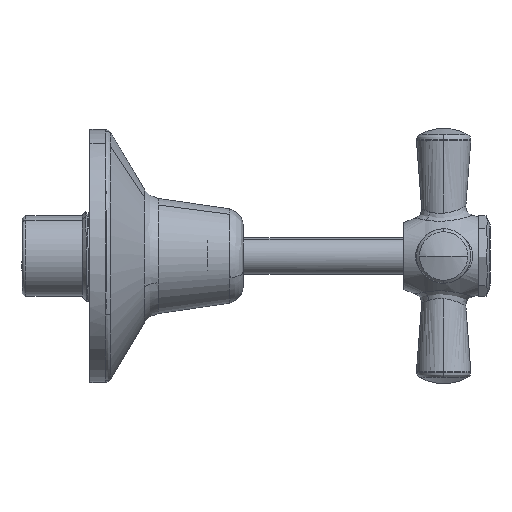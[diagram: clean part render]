
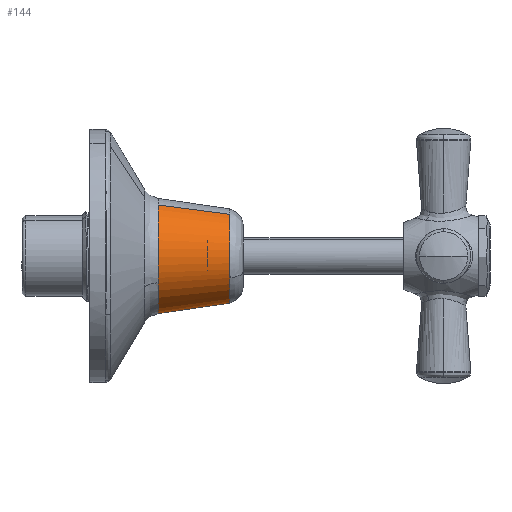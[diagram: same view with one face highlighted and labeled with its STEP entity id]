
A CAD part, left-side view. The second image highlights one B-rep face of the part: STEP entity #144.
In plain terms, the highlighted free-form (B-spline) face has degree [2, 1] with [9, 2] control points.
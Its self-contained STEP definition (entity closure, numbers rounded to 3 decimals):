
#144=ADVANCED_FACE('',(#476),#5461,.T.);
#476=FACE_OUTER_BOUND('',#810,.T.);
#810=EDGE_LOOP('',(#1324,#1325,#1326,#1327,#1328,#1329));
#1324=ORIENTED_EDGE('',*,*,#3012,.F.);
#1325=ORIENTED_EDGE('',*,*,#3040,.F.);
#1326=ORIENTED_EDGE('',*,*,#2906,.F.);
#1327=ORIENTED_EDGE('',*,*,#3014,.F.);
#1328=ORIENTED_EDGE('',*,*,#3038,.T.);
#1329=ORIENTED_EDGE('',*,*,#2907,.T.);
#2906=EDGE_CURVE('',#4692,#4688,#4217,.T.);
#2907=EDGE_CURVE('',#4693,#4694,#4218,.T.);
#3012=EDGE_CURVE('',#4773,#4694,#3844,.T.);
#3014=EDGE_CURVE('',#4774,#4692,#3845,.T.);
#3038=EDGE_CURVE('',#4774,#4693,#4285,.T.);
#3040=EDGE_CURVE('',#4688,#4773,#4287,.T.);
#3844=B_SPLINE_CURVE_WITH_KNOTS('',1,(#10470,#10471),.UNSPECIFIED.,.F.,
 .F.,(2,2),(0.,18.419),.UNSPECIFIED.);
#3845=B_SPLINE_CURVE_WITH_KNOTS('',1,(#10475,#10476),.UNSPECIFIED.,.F.,
 .F.,(2,2),(0.,18.419),.UNSPECIFIED.);
#4217=(
BOUNDED_CURVE()
B_SPLINE_CURVE(2,(#8949,#8950,#8951),.UNSPECIFIED.,.F.,.F.)
B_SPLINE_CURVE_WITH_KNOTS((3,3),(-0.5,0.),.UNSPECIFIED.)
CURVE()
GEOMETRIC_REPRESENTATION_ITEM()
RATIONAL_B_SPLINE_CURVE((1.,0.707,1.))
REPRESENTATION_ITEM('')
);
#4218=(
BOUNDED_CURVE()
B_SPLINE_CURVE(2,(#8952,#8953,#8954),.UNSPECIFIED.,.F.,.F.)
B_SPLINE_CURVE_WITH_KNOTS((3,3),(-23.023,0.),.UNSPECIFIED.)
CURVE()
GEOMETRIC_REPRESENTATION_ITEM()
RATIONAL_B_SPLINE_CURVE((1.,0.707,1.))
REPRESENTATION_ITEM('')
);
#4285=(
BOUNDED_CURVE()
B_SPLINE_CURVE(2,(#10552,#10553,#10554),.UNSPECIFIED.,.F.,.F.)
B_SPLINE_CURVE_WITH_KNOTS((3,3),(-23.023,0.),.UNSPECIFIED.)
CURVE()
GEOMETRIC_REPRESENTATION_ITEM()
RATIONAL_B_SPLINE_CURVE((1.,0.707,1.))
REPRESENTATION_ITEM('')
);
#4287=(
BOUNDED_CURVE()
B_SPLINE_CURVE(2,(#10560,#10561,#10562),.UNSPECIFIED.,.F.,.F.)
B_SPLINE_CURVE_WITH_KNOTS((3,3),(-1.,-0.5),.UNSPECIFIED.)
CURVE()
GEOMETRIC_REPRESENTATION_ITEM()
RATIONAL_B_SPLINE_CURVE((1.,0.707,1.))
REPRESENTATION_ITEM('')
);
#4688=VERTEX_POINT('',#8808);
#4692=VERTEX_POINT('',#8812);
#4693=VERTEX_POINT('',#8813);
#4694=VERTEX_POINT('',#8814);
#4773=VERTEX_POINT('',#8893);
#4774=VERTEX_POINT('',#8894);
#5461=(
BOUNDED_SURFACE()
B_SPLINE_SURFACE(2,1,((#6460,#6461),(#6462,#6463),(#6464,#6465),(#6466,
#6467),(#6468,#6469),(#6470,#6471),(#6472,#6473),(#6474,#6475),(#6476,#6477)),
 .UNSPECIFIED.,.T.,.F.,.F.)
B_SPLINE_SURFACE_WITH_KNOTS((3,2,2,2,3),(2,2),(0.,1.571,3.142,
4.712,6.283),(0.,111.725),.UNSPECIFIED.)
GEOMETRIC_REPRESENTATION_ITEM()
RATIONAL_B_SPLINE_SURFACE(((1.,1.),(0.707,0.707),
(1.,1.),(0.707,0.707),(1.,1.),(0.707,
0.707),(1.,1.),(0.707,0.707),(1.,1.)))
REPRESENTATION_ITEM('')
SURFACE()
);
#6460=CARTESIAN_POINT('',(0.,117.857,0.));
#6461=CARTESIAN_POINT('',(16.123,7.302,0.));
#6462=CARTESIAN_POINT('',(0.,117.857,0.));
#6463=CARTESIAN_POINT('',(16.123,7.302,16.123));
#6464=CARTESIAN_POINT('',(0.,117.857,0.));
#6465=CARTESIAN_POINT('',(0.,7.302,16.123));
#6466=CARTESIAN_POINT('',(0.,117.857,0.));
#6467=CARTESIAN_POINT('',(-16.123,7.302,16.123));
#6468=CARTESIAN_POINT('',(0.,117.857,0.));
#6469=CARTESIAN_POINT('',(-16.123,7.302,0.));
#6470=CARTESIAN_POINT('',(0.,117.857,0.));
#6471=CARTESIAN_POINT('',(-16.123,7.302,-16.123));
#6472=CARTESIAN_POINT('',(0.,117.857,0.));
#6473=CARTESIAN_POINT('',(0.,7.302,-16.123));
#6474=CARTESIAN_POINT('',(0.,117.857,0.));
#6475=CARTESIAN_POINT('',(16.123,7.302,-16.123));
#6476=CARTESIAN_POINT('',(0.,117.857,0.));
#6477=CARTESIAN_POINT('',(16.123,7.302,0.));
#8808=CARTESIAN_POINT('',(-11.999,35.579,0.));
#8812=CARTESIAN_POINT('',(0.,35.579,-11.999));
#8813=CARTESIAN_POINT('',(-14.657,17.353,0.));
#8814=CARTESIAN_POINT('',(0.,17.353,14.657));
#8893=CARTESIAN_POINT('',(0.,35.579,11.999));
#8894=CARTESIAN_POINT('',(0.,17.353,-14.657));
#8949=CARTESIAN_POINT('',(0.,35.579,-11.999));
#8950=CARTESIAN_POINT('',(-11.999,35.579,-11.999));
#8951=CARTESIAN_POINT('',(-11.999,35.579,0.));
#8952=CARTESIAN_POINT('',(-14.657,17.353,0.));
#8953=CARTESIAN_POINT('',(-14.657,17.353,14.657));
#8954=CARTESIAN_POINT('',(0.,17.353,14.657));
#10470=CARTESIAN_POINT('',(0.,35.579,11.999));
#10471=CARTESIAN_POINT('',(0.,17.353,14.657));
#10475=CARTESIAN_POINT('',(0.,17.353,-14.657));
#10476=CARTESIAN_POINT('',(0.,35.579,-11.999));
#10552=CARTESIAN_POINT('',(0.,17.353,-14.657));
#10553=CARTESIAN_POINT('',(-14.657,17.353,-14.657));
#10554=CARTESIAN_POINT('',(-14.657,17.353,0.));
#10560=CARTESIAN_POINT('',(-11.999,35.579,0.));
#10561=CARTESIAN_POINT('',(-11.999,35.579,11.999));
#10562=CARTESIAN_POINT('',(0.,35.579,11.999));
